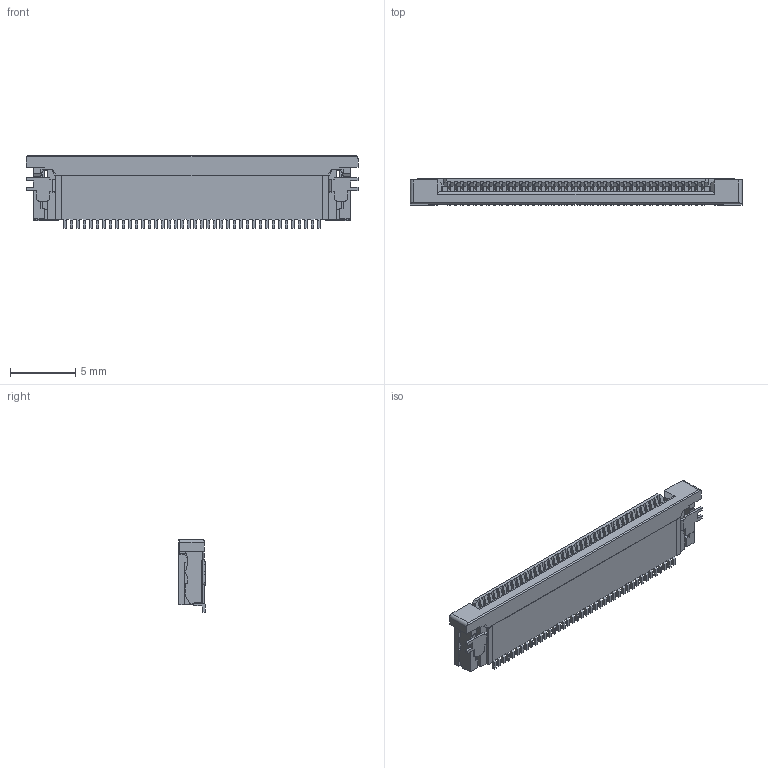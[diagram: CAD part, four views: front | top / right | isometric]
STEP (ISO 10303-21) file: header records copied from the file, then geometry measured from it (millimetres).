
FILE_DESCRIPTION(('STEP AP214'),'1');
FILE_NAME('54104-4031.stp','2020-08-31T19:17:47',('TraceParts'),('TraceParts S.A.'),'Spatial InterOp 3D',' ',' ');
FILE_SCHEMA(('AUTOMOTIVE_DESIGN { 1 0 10303 214 1 1 1 1 }'));
Length unit declared in the file: millimetre
Products named in the file (1): 54104-4031_1
Bounding box: 25.5 x 2.05 x 5.6 mm (x, y, z)
Volume: 170.1 mm3; surface area: 1205.1 mm2
Topology: 1 solids, 1 shells, 2021 faces, 6791 edges, 4698 vertices
Faces by surface type: plane 1806, cylinder 215
Entity records: 72895 total; most frequent: ORIENTED_EDGE 13238, CARTESIAN_POINT 13198, DIRECTION 11261, EDGE_CURVE 6619, LINE 6355, VECTOR 6355, VERTEX_POINT 4354, AXIS2_PLACEMENT_3D 2453
